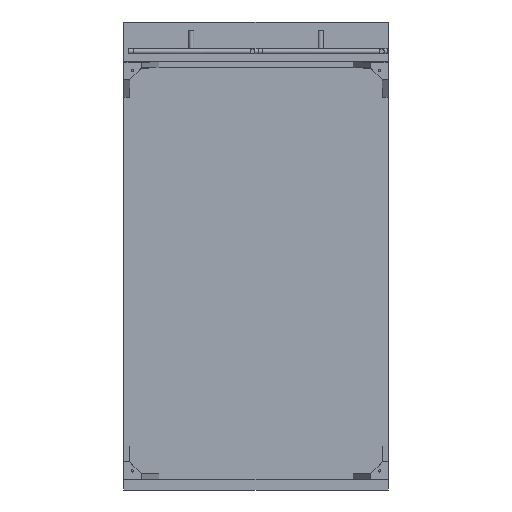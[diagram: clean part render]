
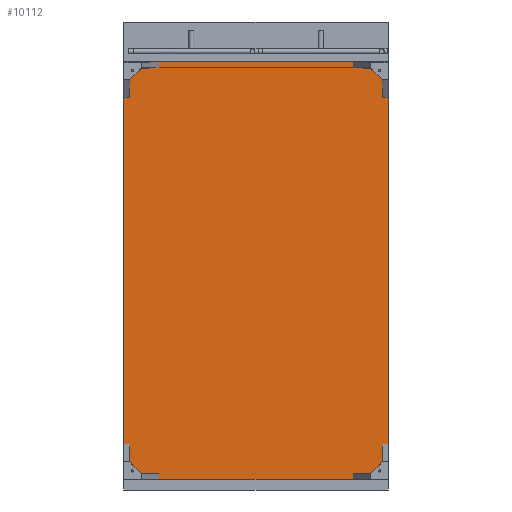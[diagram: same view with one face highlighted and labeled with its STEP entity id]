
A CAD part, front view. The second image highlights one B-rep face of the part: STEP entity #10112.
In plain terms, the highlighted planar face has unit normal (0, -1, 0).
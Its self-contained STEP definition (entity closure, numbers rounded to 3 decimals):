
#535 = VECTOR ( 'NONE', #5175, 1000. ) ;
#638 = LINE ( 'NONE', #5210, #535 ) ;
#662 = EDGE_LOOP ( 'NONE', ( #3073, #3086, #3090, #3100 ) ) ;
#716 = VERTEX_POINT ( 'NONE', #8061 ) ;
#1153 = VERTEX_POINT ( 'NONE', #7832 ) ;
#2103 = VECTOR ( 'NONE', #4612, 1000. ) ;
#2692 = LINE ( 'NONE', #4667, #2103 ) ;
#2769 = CARTESIAN_POINT ( 'NONE',  ( 1125., 0., 0. ) ) ;
#2928 = DIRECTION ( 'NONE',  ( 0., 0., 1. ) ) ;
#2999 = CARTESIAN_POINT ( 'NONE',  ( 1125., 0., -3550. ) ) ;
#3073 = ORIENTED_EDGE ( 'NONE', *, *, #6961, .F. ) ;
#3086 = ORIENTED_EDGE ( 'NONE', *, *, #4848, .F. ) ;
#3090 = ORIENTED_EDGE ( 'NONE', *, *, #8229, .T. ) ;
#3100 = ORIENTED_EDGE ( 'NONE', *, *, #5145, .T. ) ;
#4612 = DIRECTION ( 'NONE',  ( 1., 0., 0. ) ) ;
#4667 = CARTESIAN_POINT ( 'NONE',  ( -1125., 0., -3550. ) ) ;
#4750 = VECTOR ( 'NONE', #2928, 1000. ) ;
#4848 = EDGE_CURVE ( 'NONE', #1153, #716, #6061, .T. ) ;
#4974 = LINE ( 'NONE', #2999, #4750 ) ;
#5145 = EDGE_CURVE ( 'NONE', #8424, #5194, #4974, .T. ) ;
#5175 = DIRECTION ( 'NONE',  ( 1., 0., 0. ) ) ;
#5194 = VERTEX_POINT ( 'NONE', #2769 ) ;
#5210 = CARTESIAN_POINT ( 'NONE',  ( -1125., 0., 0. ) ) ;
#5338 = CARTESIAN_POINT ( 'NONE',  ( -1125., 0., -3550. ) ) ;
#5451 = DIRECTION ( 'NONE',  ( 0., 0., 1. ) ) ;
#6054 = VECTOR ( 'NONE', #5451, 1000. ) ;
#6061 = LINE ( 'NONE', #5338, #6054 ) ;
#6589 = AXIS2_PLACEMENT_3D ( 'NONE', #9435, #9239, #9218 ) ;
#6961 = EDGE_CURVE ( 'NONE', #716, #5194, #638, .T. ) ;
#7832 = CARTESIAN_POINT ( 'NONE',  ( -1125., 0., -3550. ) ) ;
#8061 = CARTESIAN_POINT ( 'NONE',  ( -1125., 0., 0. ) ) ;
#8229 = EDGE_CURVE ( 'NONE', #1153, #8424, #2692, .T. ) ;
#8424 = VERTEX_POINT ( 'NONE', #9200 ) ;
#9200 = CARTESIAN_POINT ( 'NONE',  ( 1125., 0., -3550. ) ) ;
#9218 = DIRECTION ( 'NONE',  ( 0., 0., -1. ) ) ;
#9239 = DIRECTION ( 'NONE',  ( 0., -1., 0. ) ) ;
#9286 = PLANE ( 'NONE',  #6589 ) ;
#9435 = CARTESIAN_POINT ( 'NONE',  ( -1125., 0., -3550. ) ) ;
#10064 = FACE_OUTER_BOUND ( 'NONE', #662, .T. ) ;
#10112 = ADVANCED_FACE ( 'NONE', ( #10064 ), #9286, .T. ) ;
